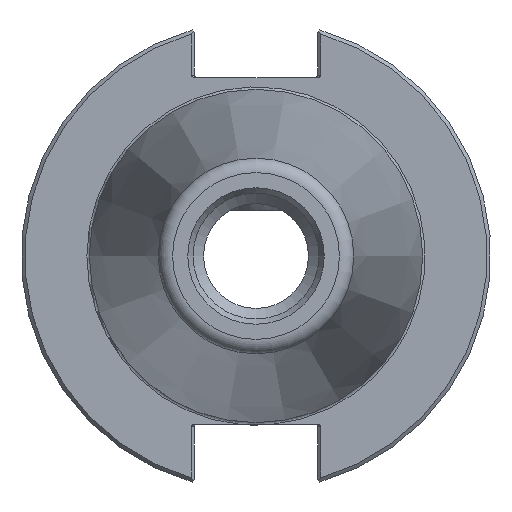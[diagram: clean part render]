
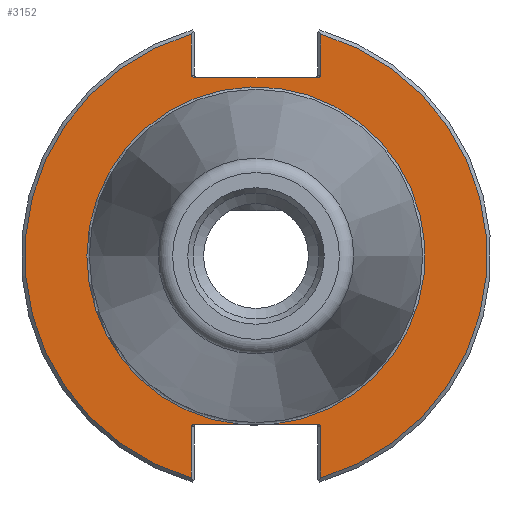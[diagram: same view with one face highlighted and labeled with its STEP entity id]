
A CAD part, left-side view. The second image highlights one B-rep face of the part: STEP entity #3152.
In plain terms, the highlighted planar face has unit normal (-1, 0, 0).
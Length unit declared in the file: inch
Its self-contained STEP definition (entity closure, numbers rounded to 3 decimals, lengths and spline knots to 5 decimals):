
#2507=CARTESIAN_POINT('',(0.125,-0.50422,1.472));
#2508=VERTEX_POINT('',#2507);
#2515=CARTESIAN_POINT('',(0.125,-0.5325,1.492));
#2516=VERTEX_POINT('',#2515);
#2517=CARTESIAN_POINT('',(0.125,-0.50422,1.492));
#2518=DIRECTION('',(-1.0,0.0,0.0));
#2519=DIRECTION('',(0.0,-1.0,0.0));
#2520=AXIS2_PLACEMENT_3D('',#2517,#2518,#2519);
#2521=ELLIPSE('',#2520,0.02828,0.02);
#2522=EDGE_CURVE('',#2508,#2516,#2521,.T.);
#2572=CARTESIAN_POINT('',(0.125,-0.5325,1.83167));
#2573=VERTEX_POINT('',#2572);
#2574=CARTESIAN_POINT('',(0.125,-0.5325,1.492));
#2575=DIRECTION('',(0.0,0.0,1.0));
#2576=VECTOR('',#2575,0.33967);
#2577=LINE('',#2574,#2576);
#2578=EDGE_CURVE('',#2516,#2573,#2577,.T.);
#2661=CARTESIAN_POINT('',(0.125,0.50422,-1.388));
#2662=VERTEX_POINT('',#2661);
#2669=CARTESIAN_POINT('',(0.125,0.5325,-1.408));
#2670=VERTEX_POINT('',#2669);
#2671=CARTESIAN_POINT('',(0.125,0.50422,-1.408));
#2672=DIRECTION('',(-1.0,0.0,0.0));
#2673=DIRECTION('',(0.0,1.0,0.0));
#2674=AXIS2_PLACEMENT_3D('',#2671,#2672,#2673);
#2675=ELLIPSE('',#2674,0.02828,0.02);
#2676=EDGE_CURVE('',#2662,#2670,#2675,.T.);
#2726=CARTESIAN_POINT('',(0.125,0.5325,-1.83167));
#2727=VERTEX_POINT('',#2726);
#2728=CARTESIAN_POINT('',(0.125,0.5325,-1.408));
#2729=DIRECTION('',(0.0,0.0,-1.0));
#2730=VECTOR('',#2729,0.42367);
#2731=LINE('',#2728,#2730);
#2732=EDGE_CURVE('',#2670,#2727,#2731,.T.);
#2757=CARTESIAN_POINT('',(0.125,-0.5325,-1.408));
#2758=VERTEX_POINT('',#2757);
#2759=CARTESIAN_POINT('',(0.125,-0.50422,-1.388));
#2760=VERTEX_POINT('',#2759);
#2761=CARTESIAN_POINT('',(0.125,-0.50422,-1.408));
#2762=DIRECTION('',(-1.0,0.0,0.0));
#2763=DIRECTION('',(0.0,-1.0,0.0));
#2764=AXIS2_PLACEMENT_3D('',#2761,#2762,#2763);
#2765=ELLIPSE('',#2764,0.02828,0.02);
#2766=EDGE_CURVE('',#2758,#2760,#2765,.T.);
#2864=CARTESIAN_POINT('',(0.125,-0.5325,-1.83167));
#2865=VERTEX_POINT('',#2864);
#2872=CARTESIAN_POINT('',(0.125,-0.5325,-1.83167));
#2873=DIRECTION('',(0.0,0.0,1.0));
#2874=VECTOR('',#2873,0.42367);
#2875=LINE('',#2872,#2874);
#2876=EDGE_CURVE('',#2865,#2758,#2875,.T.);
#2918=CARTESIAN_POINT('',(0.125,0.5325,1.492));
#2919=VERTEX_POINT('',#2918);
#2926=CARTESIAN_POINT('',(0.125,0.50422,1.472));
#2927=VERTEX_POINT('',#2926);
#2928=CARTESIAN_POINT('',(0.125,0.50422,1.492));
#2929=DIRECTION('',(-1.0,0.0,0.0));
#2930=DIRECTION('',(0.0,1.0,0.0));
#2931=AXIS2_PLACEMENT_3D('',#2928,#2929,#2930);
#2932=ELLIPSE('',#2931,0.02828,0.02);
#2933=EDGE_CURVE('',#2919,#2927,#2932,.T.);
#3018=CARTESIAN_POINT('',(0.125,0.5325,1.83167));
#3019=VERTEX_POINT('',#3018);
#3026=CARTESIAN_POINT('',(0.125,0.5325,1.83167));
#3027=DIRECTION('',(0.0,0.0,-1.0));
#3028=VECTOR('',#3027,0.33967);
#3029=LINE('',#3026,#3028);
#3030=EDGE_CURVE('',#3019,#2919,#3029,.T.);
#3065=CARTESIAN_POINT('',(0.125,-0.13957,-1.388));
#3066=VERTEX_POINT('',#3065);
#3067=CARTESIAN_POINT('',(0.125,0.13957,-1.388));
#3068=VERTEX_POINT('',#3067);
#3083=CARTESIAN_POINT('',(0.125,0.0,0.0));
#3084=DIRECTION('',(-1.0,0.0,0.0));
#3085=DIRECTION('',(0.0,-1.0,0.0));
#3086=AXIS2_PLACEMENT_3D('',#3083,#3084,#3085);
#3087=CIRCLE('',#3086,1.395);
#3088=EDGE_CURVE('',#3066,#3068,#3087,.T.);
#3104=CARTESIAN_POINT('',(0.125,1.65625,0.0));
#3105=DIRECTION('',(-1.0,0.0,0.0));
#3106=DIRECTION('',(0.0,0.0,1.0));
#3107=AXIS2_PLACEMENT_3D('',#3104,#3105,#3106);
#3108=PLANE('',#3107);
#3109=ORIENTED_EDGE('',*,*,#3088,.F.);
#3110=CARTESIAN_POINT('',(0.125,-0.50422,-1.388));
#3111=DIRECTION('',(0.0,1.0,0.0));
#3112=VECTOR('',#3111,0.36464);
#3113=LINE('',#3110,#3112);
#3114=EDGE_CURVE('',#2760,#3066,#3113,.T.);
#3115=ORIENTED_EDGE('',*,*,#3114,.F.);
#3116=ORIENTED_EDGE('',*,*,#2766,.F.);
#3117=ORIENTED_EDGE('',*,*,#2876,.F.);
#3118=CARTESIAN_POINT('',(0.125,0.0,0.0));
#3119=DIRECTION('',(1.0,0.0,0.0));
#3120=DIRECTION('',(0.0,-1.0,0.0));
#3121=AXIS2_PLACEMENT_3D('',#3118,#3119,#3120);
#3122=CIRCLE('',#3121,1.9075);
#3123=EDGE_CURVE('',#2573,#2865,#3122,.T.);
#3124=ORIENTED_EDGE('',*,*,#3123,.F.);
#3125=ORIENTED_EDGE('',*,*,#2578,.F.);
#3126=ORIENTED_EDGE('',*,*,#2522,.F.);
#3127=CARTESIAN_POINT('',(0.125,0.50422,1.472));
#3128=DIRECTION('',(0.0,-1.0,0.0));
#3129=VECTOR('',#3128,1.00843);
#3130=LINE('',#3127,#3129);
#3131=EDGE_CURVE('',#2927,#2508,#3130,.T.);
#3132=ORIENTED_EDGE('',*,*,#3131,.F.);
#3133=ORIENTED_EDGE('',*,*,#2933,.F.);
#3134=ORIENTED_EDGE('',*,*,#3030,.F.);
#3135=CARTESIAN_POINT('',(0.125,0.0,0.0));
#3136=DIRECTION('',(1.0,0.0,0.0));
#3137=DIRECTION('',(0.0,1.0,0.0));
#3138=AXIS2_PLACEMENT_3D('',#3135,#3136,#3137);
#3139=CIRCLE('',#3138,1.9075);
#3140=EDGE_CURVE('',#2727,#3019,#3139,.T.);
#3141=ORIENTED_EDGE('',*,*,#3140,.F.);
#3142=ORIENTED_EDGE('',*,*,#2732,.F.);
#3143=ORIENTED_EDGE('',*,*,#2676,.F.);
#3144=CARTESIAN_POINT('',(0.125,0.13957,-1.388));
#3145=DIRECTION('',(0.0,1.0,0.0));
#3146=VECTOR('',#3145,0.36464);
#3147=LINE('',#3144,#3146);
#3148=EDGE_CURVE('',#3068,#2662,#3147,.T.);
#3149=ORIENTED_EDGE('',*,*,#3148,.F.);
#3150=EDGE_LOOP('',(#3109,#3115,#3116,#3117,#3124,#3125,#3126,#3132,#3133,#3134,#3141,#3142,#3143,#3149));
#3151=FACE_OUTER_BOUND('',#3150,.T.);
#3152=ADVANCED_FACE('',(#3151),#3108,.T.);
